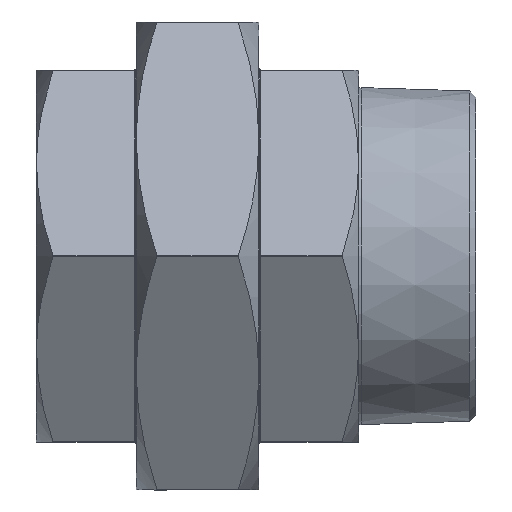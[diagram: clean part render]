
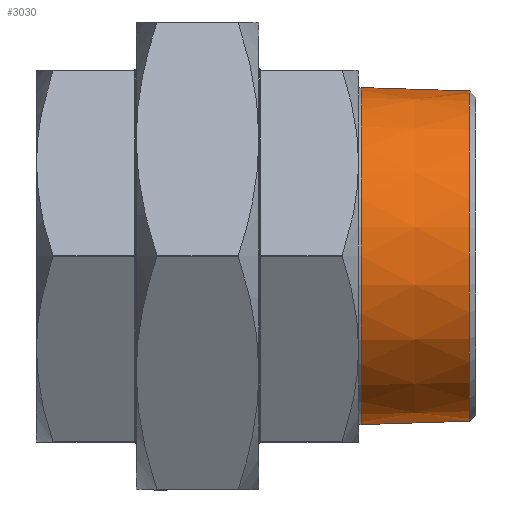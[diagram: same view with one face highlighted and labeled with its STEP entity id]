
A CAD part, front view. The second image highlights one B-rep face of the part: STEP entity #3030.
In plain terms, the highlighted conical face has half-angle 1.79 degrees and reference radius 43.942 mm.
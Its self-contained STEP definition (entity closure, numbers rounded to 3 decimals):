
#501 = VERTEX_POINT ( 'NONE', #8374 ) ;
#710 = EDGE_CURVE ( 'NONE', #501, #14181, #15523, .T. ) ;
#1806 = AXIS2_PLACEMENT_3D ( 'NONE', #13294, #16102, #13743 ) ;
#1902 = VERTEX_POINT ( 'NONE', #15208 ) ;
#2157 = AXIS2_PLACEMENT_3D ( 'NONE', #14144, #6505, #6336 ) ;
#3030 = ADVANCED_FACE ( 'NONE', ( #12652 ), #14044, .T. ) ;
#3257 = CARTESIAN_POINT ( 'NONE',  ( 42.7, 0., 43.942 ) ) ;
#3381 = VERTEX_POINT ( 'NONE', #8843 ) ;
#3538 = EDGE_CURVE ( 'NONE', #1902, #3381, #16029, .T. ) ;
#3898 = ORIENTED_EDGE ( 'NONE', *, *, #3538, .T. ) ;
#4307 = DIRECTION ( 'NONE',  ( -1., 0., 0. ) ) ;
#4312 = ORIENTED_EDGE ( 'NONE', *, *, #15279, .F. ) ;
#4475 = LINE ( 'NONE', #10886, #14272 ) ;
#4617 = DIRECTION ( 'NONE',  ( -1., 0., -0.031 ) ) ;
#5727 = CARTESIAN_POINT ( 'NONE',  ( 42.7, 0., -43.942 ) ) ;
#6336 = DIRECTION ( 'NONE',  ( 0., 0., 1. ) ) ;
#6505 = DIRECTION ( 'NONE',  ( -1., 0., 0. ) ) ;
#6675 = CARTESIAN_POINT ( 'NONE',  ( 42.7, 0., 0. ) ) ;
#6934 = DIRECTION ( 'NONE',  ( -1., 0., 0.031 ) ) ;
#7795 = EDGE_LOOP ( 'NONE', ( #4312, #3898, #9400, #11796 ) ) ;
#8374 = CARTESIAN_POINT ( 'NONE',  ( 42.7, 0., -43.942 ) ) ;
#8526 = LINE ( 'NONE', #5727, #10702 ) ;
#8843 = CARTESIAN_POINT ( 'NONE',  ( 70.915, 0., 43.06 ) ) ;
#9068 = EDGE_CURVE ( 'NONE', #3381, #14181, #4475, .T. ) ;
#9400 = ORIENTED_EDGE ( 'NONE', *, *, #9068, .T. ) ;
#10702 = VECTOR ( 'NONE', #4617, 1000. ) ;
#10886 = CARTESIAN_POINT ( 'NONE',  ( 42.7, 0., 43.942 ) ) ;
#11796 = ORIENTED_EDGE ( 'NONE', *, *, #710, .F. ) ;
#12449 = AXIS2_PLACEMENT_3D ( 'NONE', #6675, #4307, #13228 ) ;
#12652 = FACE_OUTER_BOUND ( 'NONE', #7795, .T. ) ;
#13228 = DIRECTION ( 'NONE',  ( 0., 0., 1. ) ) ;
#13294 = CARTESIAN_POINT ( 'NONE',  ( 70.915, 0., 0. ) ) ;
#13743 = DIRECTION ( 'NONE',  ( 0., 0., 1. ) ) ;
#14044 = CONICAL_SURFACE ( 'NONE', #12449, 43.942, 0.031 ) ;
#14144 = CARTESIAN_POINT ( 'NONE',  ( 42.7, 0., 0. ) ) ;
#14181 = VERTEX_POINT ( 'NONE', #3257 ) ;
#14272 = VECTOR ( 'NONE', #6934, 1000. ) ;
#15208 = CARTESIAN_POINT ( 'NONE',  ( 70.915, 0., -43.06 ) ) ;
#15279 = EDGE_CURVE ( 'NONE', #1902, #501, #8526, .T. ) ;
#15523 = CIRCLE ( 'NONE', #2157, 43.942 ) ;
#16029 = CIRCLE ( 'NONE', #1806, 43.06 ) ;
#16102 = DIRECTION ( 'NONE',  ( -1., 0., 0. ) ) ;
